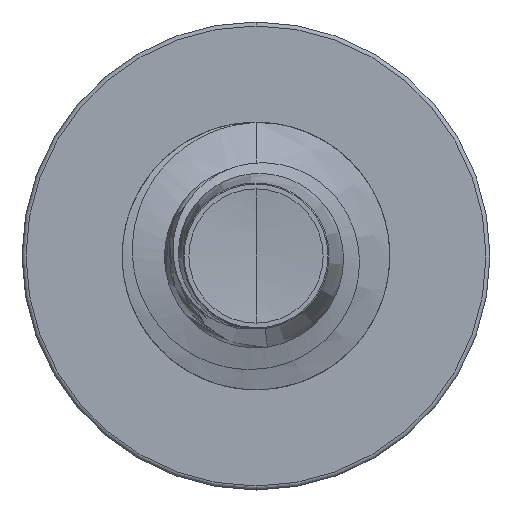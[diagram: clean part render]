
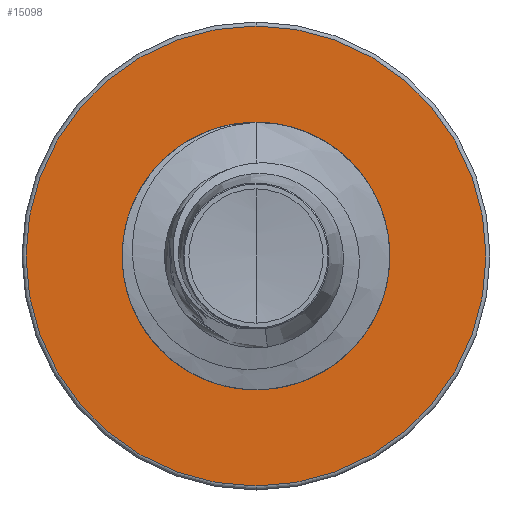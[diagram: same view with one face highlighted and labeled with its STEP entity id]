
A CAD part, front view. The second image highlights one B-rep face of the part: STEP entity #15098.
In plain terms, the highlighted planar face has unit normal (0, -1, 0).
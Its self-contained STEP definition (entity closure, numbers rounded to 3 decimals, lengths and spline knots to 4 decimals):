
#359 = CARTESIAN_POINT ( 'NONE',  ( 0., 25., 0. ) ) ;
#482 = ORIENTED_EDGE ( 'NONE', *, *, #23198, .T. ) ;
#2371 = EDGE_LOOP ( 'NONE', ( #482, #7534 ) ) ;
#3189 = DIRECTION ( 'NONE',  ( 0., 0., 1. ) ) ;
#3535 = DIRECTION ( 'NONE',  ( 0., 0., 1. ) ) ;
#3567 = DIRECTION ( 'NONE',  ( 0., 1., 0. ) ) ;
#3612 = CARTESIAN_POINT ( 'NONE',  ( 0., 25., 0. ) ) ;
#4412 = VERTEX_POINT ( 'NONE', #26676 ) ;
#5714 = AXIS2_PLACEMENT_3D ( 'NONE', #20159, #7050, #22175 ) ;
#5763 = AXIS2_PLACEMENT_3D ( 'NONE', #359, #17151, #3189 ) ;
#7050 = DIRECTION ( 'NONE',  ( 0., 1., 0. ) ) ;
#7081 = CARTESIAN_POINT ( 'NONE',  ( 0., 25., -1.9888 ) ) ;
#7526 = AXIS2_PLACEMENT_3D ( 'NONE', #10311, #10289, #10281 ) ;
#7534 = ORIENTED_EDGE ( 'NONE', *, *, #23018, .T. ) ;
#8908 = AXIS2_PLACEMENT_3D ( 'NONE', #3612, #3567, #3535 ) ;
#10281 = DIRECTION ( 'NONE',  ( 0., 0., 1. ) ) ;
#10289 = DIRECTION ( 'NONE',  ( 0., 1., 0. ) ) ;
#10311 = CARTESIAN_POINT ( 'NONE',  ( 0., 25., 0. ) ) ;
#11497 = VERTEX_POINT ( 'NONE', #19557 ) ;
#11746 = CIRCLE ( 'NONE', #5763, 1.9888 ) ;
#11897 = CARTESIAN_POINT ( 'NONE',  ( 0., 25., 3.44 ) ) ;
#13962 = DIRECTION ( 'NONE',  ( 0., 0., 1. ) ) ;
#14046 = CARTESIAN_POINT ( 'NONE',  ( 0., 25., -1.9888 ) ) ;
#14196 = PLANE ( 'NONE',  #14537 ) ;
#14537 = AXIS2_PLACEMENT_3D ( 'NONE', #14046, #14775, #13962 ) ;
#14775 = DIRECTION ( 'NONE',  ( 0., 1., 0. ) ) ;
#15098 = ADVANCED_FACE ( 'NONE', ( #16503, #21916 ), #14196, .F. ) ;
#15539 = EDGE_LOOP ( 'NONE', ( #18609, #23994 ) ) ;
#16503 = FACE_OUTER_BOUND ( 'NONE', #15539, .T. ) ;
#17151 = DIRECTION ( 'NONE',  ( 0., 1., 0. ) ) ;
#18609 = ORIENTED_EDGE ( 'NONE', *, *, #22017, .F. ) ;
#19557 = CARTESIAN_POINT ( 'NONE',  ( 0., 25., 1.9888 ) ) ;
#19684 = CIRCLE ( 'NONE', #7526, 3.44 ) ;
#19937 = VERTEX_POINT ( 'NONE', #11897 ) ;
#20159 = CARTESIAN_POINT ( 'NONE',  ( 0., 25., 0. ) ) ;
#21005 = VERTEX_POINT ( 'NONE', #7081 ) ;
#21231 = EDGE_CURVE ( 'NONE', #4412, #19937, #25375, .T. ) ;
#21916 = FACE_BOUND ( 'NONE', #2371, .T. ) ;
#22017 = EDGE_CURVE ( 'NONE', #19937, #4412, #19684, .T. ) ;
#22175 = DIRECTION ( 'NONE',  ( 0., 0., 1. ) ) ;
#23018 = EDGE_CURVE ( 'NONE', #21005, #11497, #11746, .T. ) ;
#23198 = EDGE_CURVE ( 'NONE', #11497, #21005, #26211, .T. ) ;
#23994 = ORIENTED_EDGE ( 'NONE', *, *, #21231, .F. ) ;
#25375 = CIRCLE ( 'NONE', #8908, 3.44 ) ;
#26211 = CIRCLE ( 'NONE', #5714, 1.9888 ) ;
#26676 = CARTESIAN_POINT ( 'NONE',  ( 0., 25., -3.44 ) ) ;
